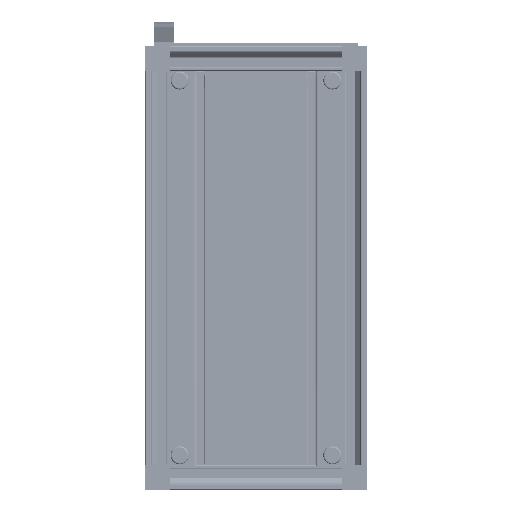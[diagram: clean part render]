
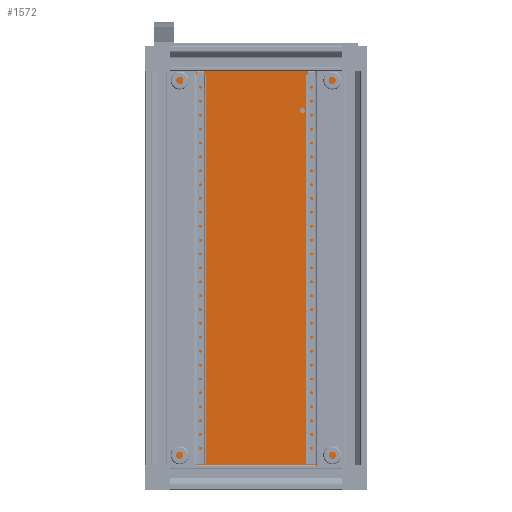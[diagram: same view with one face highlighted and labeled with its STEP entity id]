
A CAD part, front view. The second image highlights one B-rep face of the part: STEP entity #1572.
In plain terms, the highlighted planar face has unit normal (0, -1, 0).
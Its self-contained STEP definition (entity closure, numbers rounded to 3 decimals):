
#1572=ADVANCED_FACE('',(#11958,#11959),#11960,.F.);
#11958=FACE_BOUND('',#33557,.T.);
#11959=FACE_OUTER_BOUND('',#33558,.T.);
#11960=PLANE('',#33559);
#33557=EDGE_LOOP('',(#63503,#63504));
#33558=EDGE_LOOP('',(#63505,#63506,#63507,#63508,#63509,#63510,#63511,#63512,#63513,#63514,#63515,#63516));
#33559=AXIS2_PLACEMENT_3D('',#63517,#63518,#63519);
#63503=ORIENTED_EDGE('',*,*,#132367,.T.);
#63504=ORIENTED_EDGE('',*,*,#130614,.T.);
#63505=ORIENTED_EDGE('',*,*,#132371,.F.);
#63506=ORIENTED_EDGE('',*,*,#132372,.F.);
#63507=ORIENTED_EDGE('',*,*,#132373,.F.);
#63508=ORIENTED_EDGE('',*,*,#132374,.F.);
#63509=ORIENTED_EDGE('',*,*,#132375,.F.);
#63510=ORIENTED_EDGE('',*,*,#132376,.T.);
#63511=ORIENTED_EDGE('',*,*,#132377,.F.);
#63512=ORIENTED_EDGE('',*,*,#132378,.F.);
#63513=ORIENTED_EDGE('',*,*,#132379,.F.);
#63514=ORIENTED_EDGE('',*,*,#132380,.F.);
#63515=ORIENTED_EDGE('',*,*,#132381,.F.);
#63516=ORIENTED_EDGE('',*,*,#132382,.F.);
#63517=CARTESIAN_POINT('',(0.0,1999.9,400.0));
#63518=DIRECTION('',(0.0,1.0,0.0));
#63519=DIRECTION('',(0.0,0.0,1.0));
#130614=EDGE_CURVE('',#159097,#159101,#159103,.T.);
#132367=EDGE_CURVE('',#159101,#159097,#162024,.T.);
#132371=EDGE_CURVE('',#162028,#162029,#162030,.T.);
#132372=EDGE_CURVE('',#162031,#162028,#162032,.T.);
#132373=EDGE_CURVE('',#162033,#162031,#162034,.T.);
#132374=EDGE_CURVE('',#162035,#162033,#162036,.T.);
#132375=EDGE_CURVE('',#162037,#162035,#162038,.T.);
#132376=EDGE_CURVE('',#162037,#162039,#162040,.T.);
#132377=EDGE_CURVE('',#162041,#162039,#162042,.T.);
#132378=EDGE_CURVE('',#162043,#162041,#162044,.T.);
#132379=EDGE_CURVE('',#162045,#162043,#162046,.T.);
#132380=EDGE_CURVE('',#162047,#162045,#162048,.T.);
#132381=EDGE_CURVE('',#162049,#162047,#162050,.T.);
#132382=EDGE_CURVE('',#162029,#162049,#162051,.T.);
#159097=VERTEX_POINT('',#201830);
#159101=VERTEX_POINT('',#201835);
#159103=CIRCLE('',#201838,4.5);
#162024=CIRCLE('',#205615,4.5);
#162028=VERTEX_POINT('',#205619);
#162029=VERTEX_POINT('',#205620);
#162030=LINE('',#205621,#205622);
#162031=VERTEX_POINT('',#205623);
#162032=LINE('',#205624,#205625);
#162033=VERTEX_POINT('',#205626);
#162034=LINE('',#205627,#205628);
#162035=VERTEX_POINT('',#205629);
#162036=LINE('',#205630,#205631);
#162037=VERTEX_POINT('',#205632);
#162038=LINE('',#205633,#205634);
#162039=VERTEX_POINT('',#205635);
#162040=LINE('',#205636,#205637);
#162041=VERTEX_POINT('',#205638);
#162042=LINE('',#205639,#205640);
#162043=VERTEX_POINT('',#205641);
#162044=LINE('',#205642,#205643);
#162045=VERTEX_POINT('',#205644);
#162046=LINE('',#205645,#205646);
#162047=VERTEX_POINT('',#205647);
#162048=LINE('',#205648,#205649);
#162049=VERTEX_POINT('',#205650);
#162050=LINE('',#205651,#205652);
#162051=LINE('',#205653,#205654);
#201830=CARTESIAN_POINT('',(87.73,1999.9,683.23));
#201835=CARTESIAN_POINT('',(78.73,1999.9,683.23));
#201838=AXIS2_PLACEMENT_3D('',#257974,#257975,#257976);
#205615=AXIS2_PLACEMENT_3D('',#261521,#261522,#261523);
#205619=CARTESIAN_POINT('',(155.0,1999.9,755.0));
#205620=CARTESIAN_POINT('',(185.0,1999.9,755.0));
#205621=CARTESIAN_POINT('',(88.0,1999.9,755.0));
#205622=VECTOR('',#261533,1.0);
#205623=CARTESIAN_POINT('',(155.0,1999.9,785.0));
#205624=CARTESIAN_POINT('',(155.0,1999.9,588.0));
#205625=VECTOR('',#261534,1.0);
#205626=CARTESIAN_POINT('',(-155.0,1999.9,785.0));
#205627=CARTESIAN_POINT('',(0.0,1999.9,785.0));
#205628=VECTOR('',#261535,1.0);
#205629=CARTESIAN_POINT('',(-155.0,1999.9,755.0));
#205630=CARTESIAN_POINT('',(-155.0,1999.9,212.0));
#205631=VECTOR('',#261536,1.0);
#205632=CARTESIAN_POINT('',(-185.0,1999.9,755.0));
#205633=CARTESIAN_POINT('',(-88.,1999.9,755.0));
#205634=VECTOR('',#261537,1.0);
#205635=CARTESIAN_POINT('',(-185.0,1999.9,45.));
#205636=CARTESIAN_POINT('',(-185.0,1999.9,400.0));
#205637=VECTOR('',#261538,1.0);
#205638=CARTESIAN_POINT('',(-155.0,1999.9,45.0));
#205639=CARTESIAN_POINT('',(-88.,1999.9,45.));
#205640=VECTOR('',#261539,1.0);
#205641=CARTESIAN_POINT('',(-155.0,1999.9,15.0));
#205642=CARTESIAN_POINT('',(-155.0,1999.9,212.0));
#205643=VECTOR('',#261540,1.0);
#205644=CARTESIAN_POINT('',(155.0,1999.9,15.0));
#205645=CARTESIAN_POINT('',(0.0,1999.9,15.0));
#205646=VECTOR('',#261541,1.0);
#205647=CARTESIAN_POINT('',(155.0,1999.9,45.0));
#205648=CARTESIAN_POINT('',(155.0,1999.9,588.0));
#205649=VECTOR('',#261542,1.0);
#205650=CARTESIAN_POINT('',(185.0,1999.9,45.));
#205651=CARTESIAN_POINT('',(88.0,1999.9,45.));
#205652=VECTOR('',#261543,1.0);
#205653=CARTESIAN_POINT('',(185.0,1999.9,400.0));
#205654=VECTOR('',#261544,1.0);
#257974=CARTESIAN_POINT('',(83.23,1999.9,683.23));
#257975=DIRECTION('',(-0.0,1.0,0.0));
#257976=DIRECTION('',(1.0,0.0,0.0));
#261521=CARTESIAN_POINT('',(83.23,1999.9,683.23));
#261522=DIRECTION('',(-0.0,1.0,0.0));
#261523=DIRECTION('',(1.0,0.0,0.0));
#261533=DIRECTION('',(1.0,-0.0,0.0));
#261534=DIRECTION('',(0.0,0.0,-1.0));
#261535=DIRECTION('',(1.0,0.0,0.0));
#261536=DIRECTION('',(0.,-0.0,1.0));
#261537=DIRECTION('',(1.0,0.0,0.));
#261538=DIRECTION('',(0.0,0.0,-1.0));
#261539=DIRECTION('',(-1.0,0.0,0.));
#261540=DIRECTION('',(0.,-0.0,1.0));
#261541=DIRECTION('',(-1.0,0.0,0.0));
#261542=DIRECTION('',(0.0,0.0,-1.0));
#261543=DIRECTION('',(-1.0,0.0,0.0));
#261544=DIRECTION('',(0.0,0.0,-1.0));
